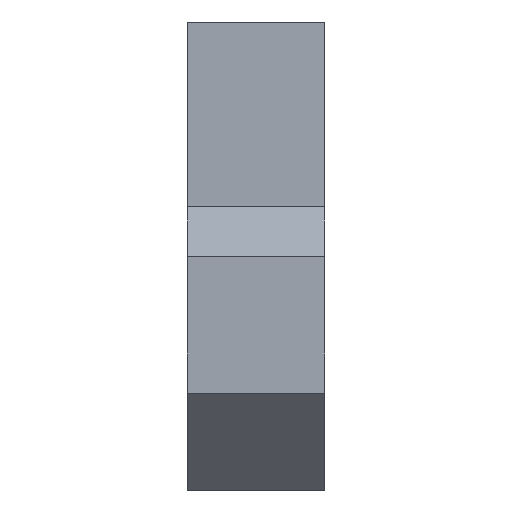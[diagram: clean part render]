
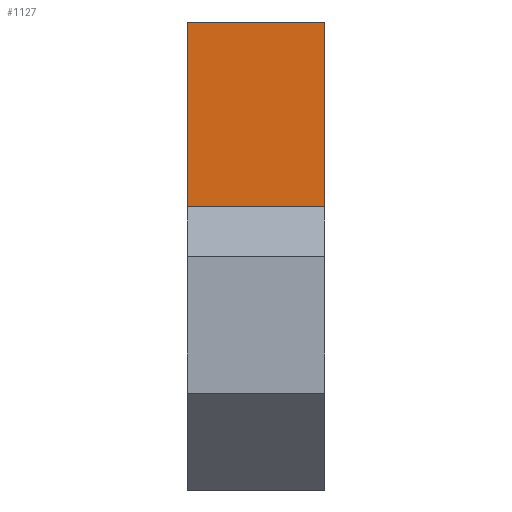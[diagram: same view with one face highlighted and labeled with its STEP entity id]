
A CAD part, left-side view. The second image highlights one B-rep face of the part: STEP entity #1127.
In plain terms, the highlighted planar face has unit normal (-1, 0, 0).
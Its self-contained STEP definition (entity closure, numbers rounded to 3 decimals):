
#31=PLANE('',#1288);
#50=LINE('',#1964,#122);
#101=LINE('',#2089,#173);
#102=LINE('',#2092,#174);
#103=LINE('',#2093,#175);
#122=VECTOR('',#1503,10.);
#173=VECTOR('',#1628,10.);
#174=VECTOR('',#1631,10.);
#175=VECTOR('',#1632,10.);
#265=FACE_OUTER_BOUND('',#332,.T.);
#332=EDGE_LOOP('',(#989,#990,#991,#992));
#496=VERTEX_POINT('',#1961);
#497=VERTEX_POINT('',#1963);
#534=VERTEX_POINT('',#2087);
#535=VERTEX_POINT('',#2091);
#636=EDGE_CURVE('',#496,#497,#50,.T.);
#699=EDGE_CURVE('',#534,#497,#101,.T.);
#700=EDGE_CURVE('',#535,#534,#102,.T.);
#701=EDGE_CURVE('',#535,#496,#103,.T.);
#989=ORIENTED_EDGE('',*,*,#700,.T.);
#990=ORIENTED_EDGE('',*,*,#699,.T.);
#991=ORIENTED_EDGE('',*,*,#636,.F.);
#992=ORIENTED_EDGE('',*,*,#701,.F.);
#1127=ADVANCED_FACE('',(#265),#31,.T.);
#1288=AXIS2_PLACEMENT_3D('',#2090,#1629,#1630);
#1503=DIRECTION('',(0.,0.,1.));
#1628=DIRECTION('',(0.,1.,0.));
#1629=DIRECTION('center_axis',(-1.,0.,0.));
#1630=DIRECTION('ref_axis',(0.,0.,1.));
#1631=DIRECTION('',(0.,0.,1.));
#1632=DIRECTION('',(0.,1.,0.));
#1961=CARTESIAN_POINT('',(-4.2,5.,4.285));
#1963=CARTESIAN_POINT('',(-4.2,5.,11.));
#1964=CARTESIAN_POINT('',(-4.2,5.,4.285));
#2087=CARTESIAN_POINT('',(-4.2,0.,11.));
#2089=CARTESIAN_POINT('',(-4.2,0.,11.));
#2090=CARTESIAN_POINT('Origin',(-4.2,0.,4.285));
#2091=CARTESIAN_POINT('',(-4.2,0.,4.285));
#2092=CARTESIAN_POINT('',(-4.2,0.,4.285));
#2093=CARTESIAN_POINT('',(-4.2,0.,4.285));
